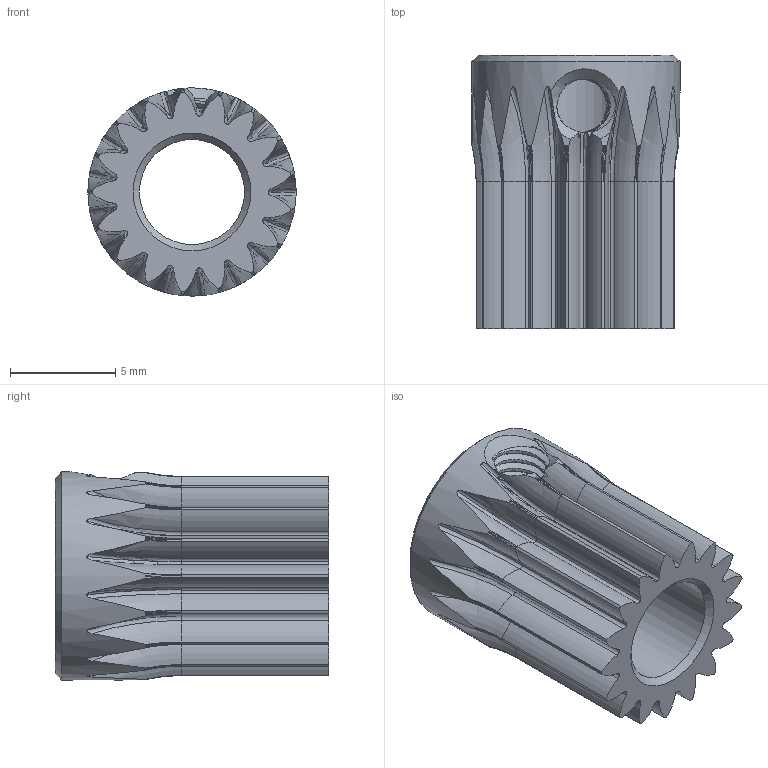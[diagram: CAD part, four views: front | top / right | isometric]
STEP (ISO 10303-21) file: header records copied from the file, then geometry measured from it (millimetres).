
FILE_DESCRIPTION(/* description */ (''),/* implementation_level */ '2;1');
FILE_NAME(/* name */ 'Motor_Gear.step',/* time_stamp */ '2020-02-19T20:43:07+01:00',/* author */ (''),/* organization */ (''),/* preprocessor_version */ 'ST-DEVELOPER v18',/* originating_system */ 'Autodesk Translation Framework v8.12.0.6',/* authorisation */ '');
FILE_SCHEMA (('AUTOMOTIVE_DESIGN { 1 0 10303 214 3 1 1 }'));
Length unit declared in the file: millimetre
Products named in the file (1): Motor_Gear
Bounding box: 9.9 x 13 x 9.9 mm (x, y, z)
Volume: 531.7 mm3; surface area: 903 mm2
Topology: 1 solids, 1 shells, 281 faces, 704 edges, 421 vertices
Faces by surface type: torus 130, cylinder 106, cone 31, bspline 7, plane 7
Full cylindrical faces by diameter (mm): 2.529 x4, 3.086 x2, 5 x1, 9.9 x1
Entity records: 10352 total; most frequent: CARTESIAN_POINT 3978, ORIENTED_EDGE 1408, DIRECTION 1279, EDGE_CURVE 704, AXIS2_PLACEMENT_3D 590, VERTEX_POINT 421, CIRCLE 315, B_SPLINE_CURVE_WITH_KNOTS 290
